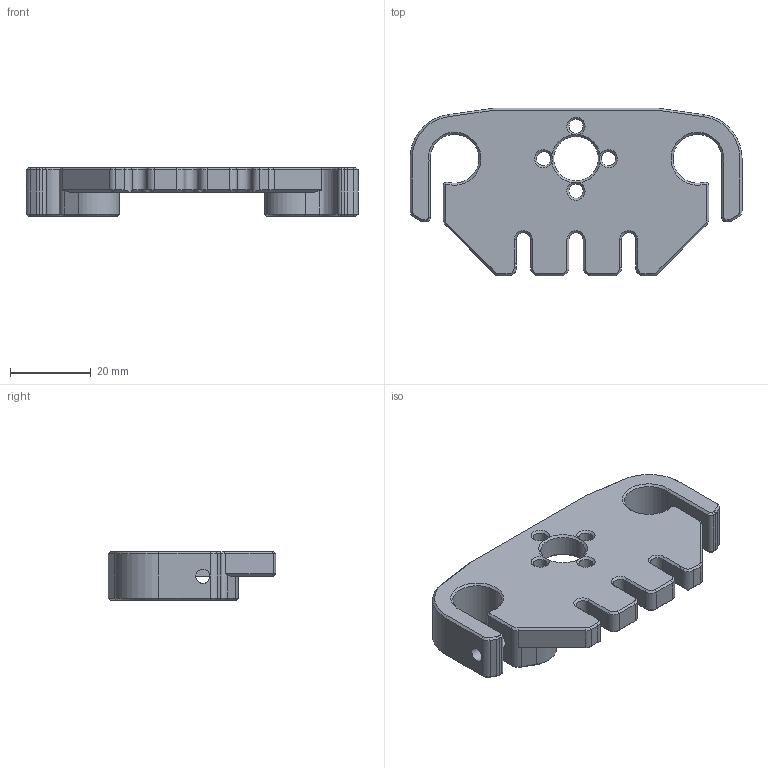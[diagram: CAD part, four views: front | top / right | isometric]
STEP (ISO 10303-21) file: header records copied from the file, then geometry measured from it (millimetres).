
FILE_DESCRIPTION(/* description */ (''),/* implementation_level */ '2;1');
FILE_NAME(/* name */ 'z-tower-slide.step',/* time_stamp */ '2022-03-29T20:06:51-04:00',/* author */ (''),/* organization */ (''),/* preprocessor_version */ 'ST-DEVELOPER v18.1',/* originating_system */ 'Autodesk Translation Framework v10.13.0.1454',/* authorisation */ '');
FILE_SCHEMA (('AUTOMOTIVE_DESIGN { 1 0 10303 214 3 1 1 }'));
Length unit declared in the file: millimetre
Products named in the file (1): NewZtowerSlide-BedOffset-Printed_Version
Bounding box: 82 x 41.44 x 12 mm (x, y, z)
Volume: 19036.2 mm3; surface area: 9538.9 mm2
Topology: 1 solids, 1 shells, 217 faces, 557 edges, 334 vertices
Faces by surface type: plane 115, cone 62, cylinder 40
Full cylindrical faces by diameter (mm): 3.5 x10, 11 x1
Entity records: 6578 total; most frequent: CARTESIAN_POINT 1167, DIRECTION 1159, ORIENTED_EDGE 1114, EDGE_CURVE 557, AXIS2_PLACEMENT_3D 402, LINE 355, VECTOR 355, VERTEX_POINT 334
